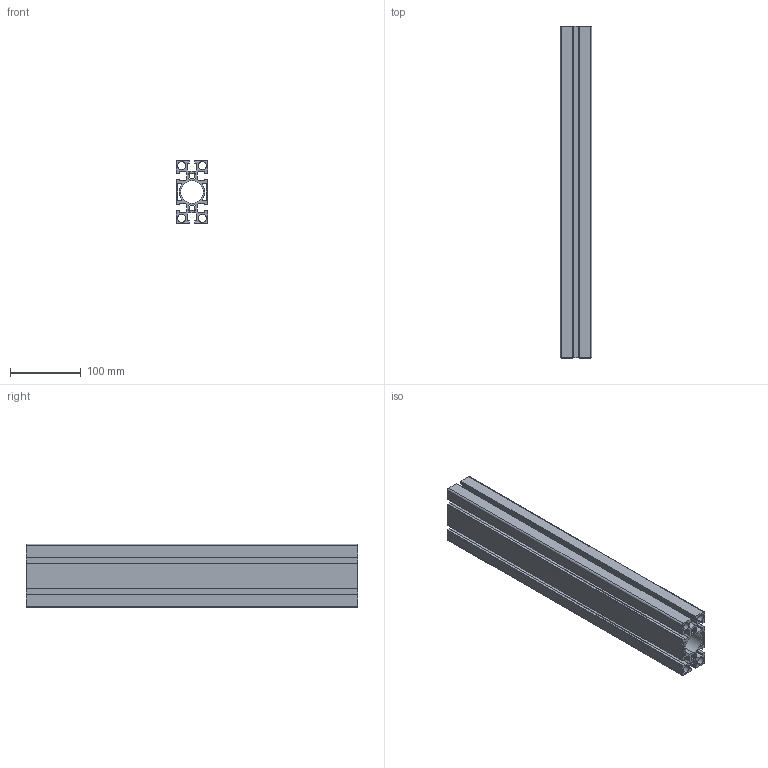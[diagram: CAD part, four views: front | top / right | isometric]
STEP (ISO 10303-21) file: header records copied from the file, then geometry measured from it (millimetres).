
FILE_DESCRIPTION(('STEP AP214'),'1');
FILE_NAME('cctmp_D51A1C53-1D2F-4788-9403-649970C80620_2020_10_29_11_28_39_316..stp','2020-10-29T10:28:39',('MiniTec Maschinenbau GmbH & Co.KG'),('CADClick - www.CADClick.com'),'Spatial InterOp 3D',' ','unknown authorization');
FILE_SCHEMA(('AUTOMOTIVE_DESIGN'));
Length unit declared in the file: millimetre
Products named in the file (1): 20.1017/0
Bounding box: 45 x 470 x 90 mm (x, y, z)
Volume: 675292.8 mm3; surface area: 441732.7 mm2
Topology: 1 solids, 1 shells, 192 faces, 570 edges, 380 vertices
Faces by surface type: cylinder 96, plane 96
Entity records: 8082 total; most frequent: DIRECTION 1148, CARTESIAN_POINT 1143, ORIENTED_EDGE 1140, EDGE_CURVE 570, AXIS2_PLACEMENT_3D 385, VERTEX_POINT 380, LINE 378, VECTOR 378
